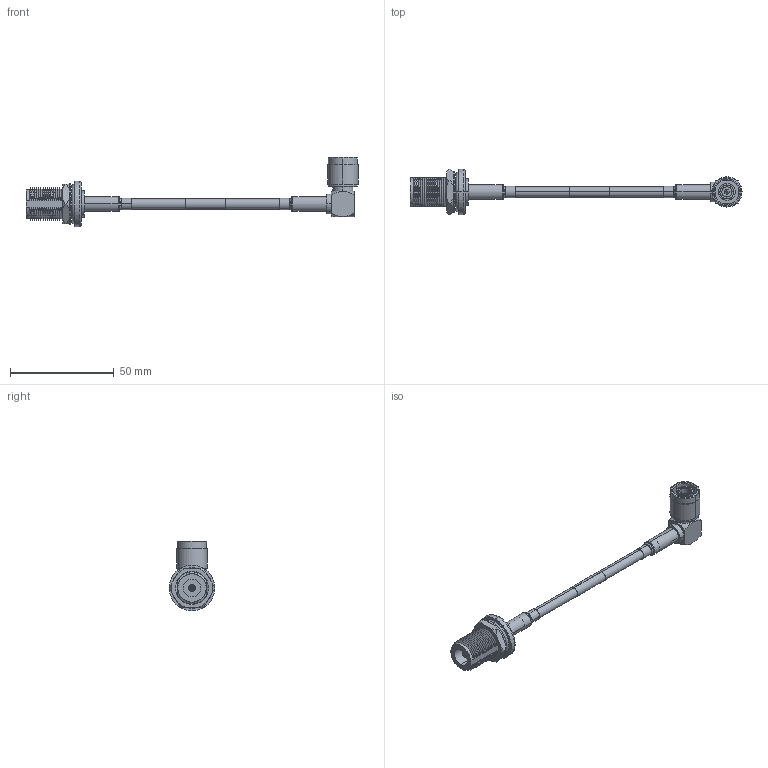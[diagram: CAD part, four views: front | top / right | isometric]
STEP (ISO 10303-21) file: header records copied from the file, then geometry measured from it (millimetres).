
FILE_DESCRIPTION (( 'STEP AP203' ), '1' );
FILE_NAME ('LCCA30692.STEP', '2020-09-24T17:02:51', ( '' ), ( '' ), 'SwSTEP 2.0', 'SolidWorks 2018', '' );
FILE_SCHEMA (( 'CONFIG_CONTROL_DESIGN' ));
Length unit declared in the file: inch
Products named in the file (15): ANF-3700-MA4; CA-195R-MA1_.195"x1"; ANF-3700-MA1; ANF-3700-MA3; BAC525-MA2; 3AA02-017; ANF-3700; RG58C-PROD; LCCA30692; 3AA03-013; BAC525; ANF-3700-MA2; Part3^LCCA30692; BAC525-MA1
Assembly tree (15 placements, depth 3):
  LCCA30692
    RG58C-PROD
    Part3^LCCA30692
    ANF-3700
      ANF-3700-MA1
      ANF-3700-MA3
      3AA03-013
      3AA02-017
      ANF-3700-MA4
      ANF-3700-MA2
    CA-195R-MA1_.195"x1"  x2
    BAC525
      BAC525
      BAC525-MA1
      BAC525-MA2
Bounding box: 159.8 x 22 x 33.53 mm (x, y, z)
Volume: 10480.3 mm3; surface area: 13863.1 mm2
Topology: 13 solids, 13 shells, 576 faces, 1478 edges, 954 vertices
Faces by surface type: cylinder 215, cone 175, plane 154, torus 32
Entity records: 19637 total; most frequent: CARTESIAN_POINT 4236, DIRECTION 3008, ORIENTED_EDGE 2868, EDGE_CURVE 1434, AXIS2_PLACEMENT_3D 1228, VERTEX_POINT 930, CIRCLE 654, EDGE_LOOP 600
